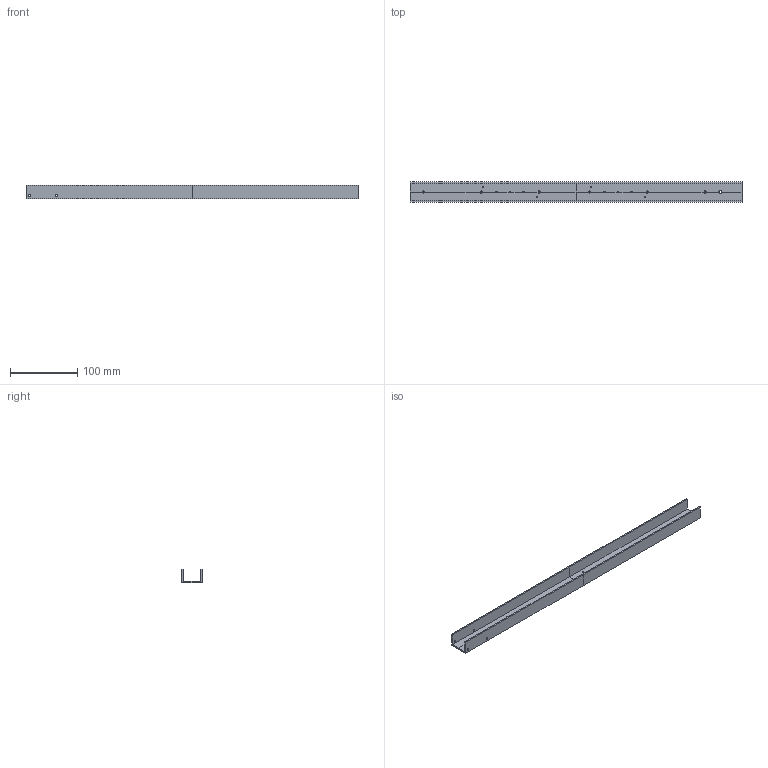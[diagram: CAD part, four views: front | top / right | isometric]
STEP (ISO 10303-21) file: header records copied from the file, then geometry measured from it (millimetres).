
FILE_DESCRIPTION(/* description */ (''),/* implementation_level */ '2;1');
FILE_NAME(/* name */ 'module_profile.step',/* time_stamp */ '2021-12-06T16:01:20+01:00',/* author */ (''),/* organization */ (''),/* preprocessor_version */ 'ST-DEVELOPER v18.1',/* originating_system */ 'Autodesk Translation Framework v10.10.0.1391',/* authorisation */ '');
FILE_SCHEMA (('AUTOMOTIVE_DESIGN { 1 0 10303 214 3 1 1 }'));
Length unit declared in the file: millimetre
Products named in the file (1): module_profile
Bounding box: 495 x 30 x 20 mm (x, y, z)
Volume: 65068.6 mm3; surface area: 69774.9 mm2
Topology: 4 solids, 4 shells, 92 faces, 252 edges, 168 vertices
Faces by surface type: plane 58, cylinder 34
Full cylindrical faces by diameter (mm): 2 x4, 3.2 x4
Entity records: 2986 total; most frequent: CARTESIAN_POINT 513, DIRECTION 506, ORIENTED_EDGE 504, EDGE_CURVE 252, LINE 184, VECTOR 184, VERTEX_POINT 168, AXIS2_PLACEMENT_3D 161
